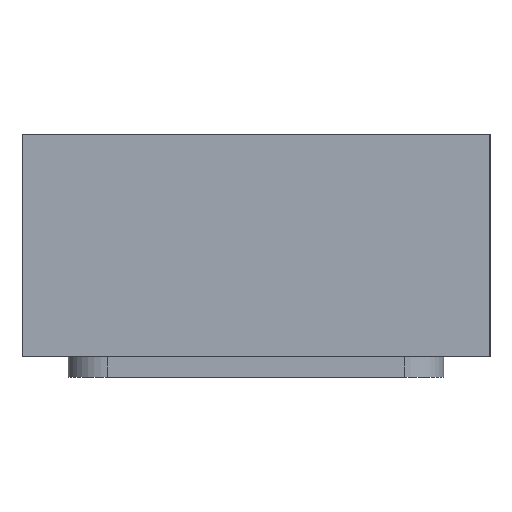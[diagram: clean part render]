
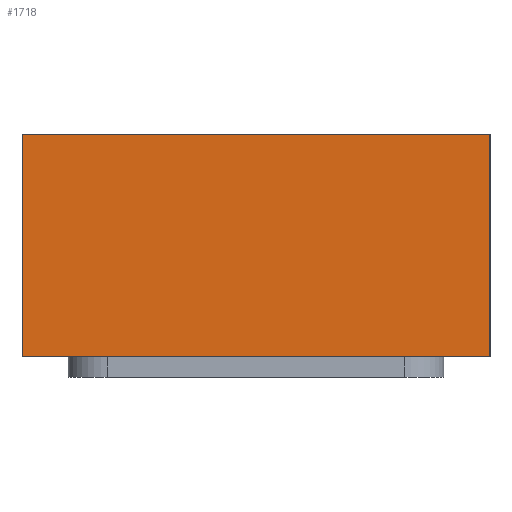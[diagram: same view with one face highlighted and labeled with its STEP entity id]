
A CAD part, left-side view. The second image highlights one B-rep face of the part: STEP entity #1718.
In plain terms, the highlighted planar face has unit normal (-1, 0, 0).
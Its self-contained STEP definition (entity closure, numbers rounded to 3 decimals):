
#4 = EDGE_CURVE ( 'NONE', #2009, #1252, #1545, .T. ) ;
#16 = CARTESIAN_POINT ( 'NONE',  ( -1.625, 1.37, 1.3 ) ) ;
#24 = CARTESIAN_POINT ( 'NONE',  ( -1.625, -1.37, 1.3 ) ) ;
#39 = EDGE_CURVE ( 'NONE', #2009, #2022, #2027, .T. ) ;
#114 = PLANE ( 'NONE',  #1336 ) ;
#124 = ORIENTED_EDGE ( 'NONE', *, *, #469, .T. ) ;
#172 = DIRECTION ( 'NONE',  ( 0., -1., 0. ) ) ;
#305 = CARTESIAN_POINT ( 'NONE',  ( -1.625, 1.37, 1.3 ) ) ;
#329 = DIRECTION ( 'NONE',  ( 0., 1., 0. ) ) ;
#378 = DIRECTION ( 'NONE',  ( 0., 0., -1. ) ) ;
#406 = CARTESIAN_POINT ( 'NONE',  ( -1.625, 1.37, 0. ) ) ;
#469 = EDGE_CURVE ( 'NONE', #1252, #1693, #1518, .T. ) ;
#471 = LINE ( 'NONE', #577, #1943 ) ;
#577 = CARTESIAN_POINT ( 'NONE',  ( -1.625, -1.37, 1.3 ) ) ;
#689 = CARTESIAN_POINT ( 'NONE',  ( -1.625, -1.37, 0. ) ) ;
#723 = CARTESIAN_POINT ( 'NONE',  ( -1.625, 1.37, 1.3 ) ) ;
#770 = DIRECTION ( 'NONE',  ( 0., -1., 0. ) ) ;
#944 = EDGE_CURVE ( 'NONE', #2022, #1693, #471, .T. ) ;
#1187 = FACE_OUTER_BOUND ( 'NONE', #2292, .T. ) ;
#1252 = VERTEX_POINT ( 'NONE', #406 ) ;
#1336 = AXIS2_PLACEMENT_3D ( 'NONE', #305, #2028, #329 ) ;
#1518 = LINE ( 'NONE', #1726, #2451 ) ;
#1545 = LINE ( 'NONE', #723, #1550 ) ;
#1550 = VECTOR ( 'NONE', #378, 1000. ) ;
#1616 = ORIENTED_EDGE ( 'NONE', *, *, #944, .F. ) ;
#1642 = ORIENTED_EDGE ( 'NONE', *, *, #39, .F. ) ;
#1693 = VERTEX_POINT ( 'NONE', #689 ) ;
#1718 = ADVANCED_FACE ( 'NONE', ( #1187 ), #114, .F. ) ;
#1726 = CARTESIAN_POINT ( 'NONE',  ( -1.625, 1.37, 0. ) ) ;
#1801 = ORIENTED_EDGE ( 'NONE', *, *, #4, .T. ) ;
#1904 = VECTOR ( 'NONE', #172, 1000. ) ;
#1943 = VECTOR ( 'NONE', #2181, 1000. ) ;
#2009 = VERTEX_POINT ( 'NONE', #16 ) ;
#2022 = VERTEX_POINT ( 'NONE', #24 ) ;
#2027 = LINE ( 'NONE', #2400, #1904 ) ;
#2028 = DIRECTION ( 'NONE',  ( 1., 0., 0. ) ) ;
#2181 = DIRECTION ( 'NONE',  ( 0., 0., -1. ) ) ;
#2292 = EDGE_LOOP ( 'NONE', ( #124, #1616, #1642, #1801 ) ) ;
#2400 = CARTESIAN_POINT ( 'NONE',  ( -1.625, 1.37, 1.3 ) ) ;
#2451 = VECTOR ( 'NONE', #770, 1000. ) ;
